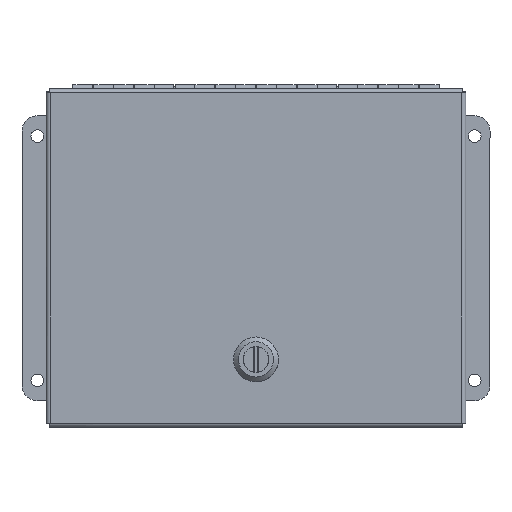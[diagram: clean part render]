
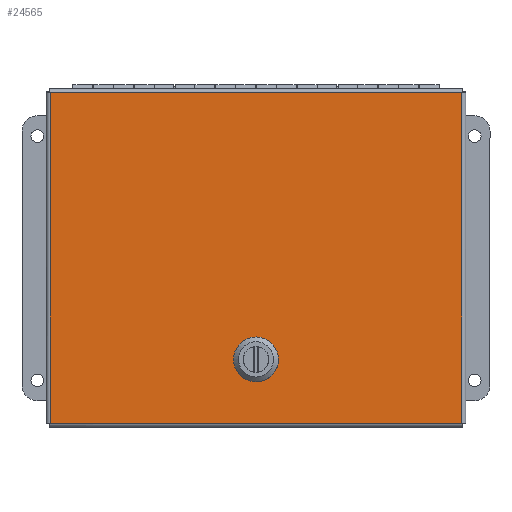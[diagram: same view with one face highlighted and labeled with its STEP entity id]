
A CAD part, top view. The second image highlights one B-rep face of the part: STEP entity #24565.
In plain terms, the highlighted planar face has unit normal (0, 0, 1).
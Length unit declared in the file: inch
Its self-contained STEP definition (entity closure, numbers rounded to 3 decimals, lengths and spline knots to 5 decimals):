
#188 = EDGE_CURVE ( 'NONE', #35730, #1396, #26623, .T. ) ;
#716 = VECTOR ( 'NONE', #30764, 39.37008 ) ;
#1317 = EDGE_CURVE ( 'NONE', #9432, #39642, #11084, .T. ) ;
#1396 = VERTEX_POINT ( 'NONE', #31065 ) ;
#2089 = AXIS2_PLACEMENT_3D ( 'NONE', #20845, #8292, #5014 ) ;
#2781 = VERTEX_POINT ( 'NONE', #35351 ) ;
#3210 = CARTESIAN_POINT ( 'NONE',  ( -1., 4.06285, 3.3425 ) ) ;
#3415 = LINE ( 'NONE', #3585, #5453 ) ;
#3585 = CARTESIAN_POINT ( 'NONE',  ( -0.6, 0.0011, 3.3425 ) ) ;
#4070 = CARTESIAN_POINT ( 'NONE',  ( -1., -2.4939, 3.3425 ) ) ;
#4203 = EDGE_CURVE ( 'NONE', #1396, #12646, #18046, .T. ) ;
#5014 = DIRECTION ( 'NONE',  ( 0., -1., 0. ) ) ;
#5150 = LINE ( 'NONE', #9677, #16903 ) ;
#5164 = VECTOR ( 'NONE', #16765, 39.37008 ) ;
#5453 = VECTOR ( 'NONE', #39397, 39.37008 ) ;
#5688 = CARTESIAN_POINT ( 'NONE',  ( -6.06175, 0.0011, 3.3425 ) ) ;
#6492 = LINE ( 'NONE', #41926, #39029 ) ;
#6619 = DIRECTION ( 'NONE',  ( 1., 0., 0. ) ) ;
#7105 = VERTEX_POINT ( 'NONE', #37511 ) ;
#7281 = DIRECTION ( 'NONE',  ( 0., 0., 1. ) ) ;
#7363 = DIRECTION ( 'NONE',  ( 0., -1., 0. ) ) ;
#7474 = CARTESIAN_POINT ( 'NONE',  ( -1., -4.06065, 3.3425 ) ) ;
#7574 = CARTESIAN_POINT ( 'NONE',  ( 4.06175, 4.06285, 3.3425 ) ) ;
#8212 = DIRECTION ( 'NONE',  ( 0., 0., 1. ) ) ;
#8241 = VECTOR ( 'NONE', #15243, 39.37008 ) ;
#8292 = DIRECTION ( 'NONE',  ( 0., 0., -1. ) ) ;
#8439 = ORIENTED_EDGE ( 'NONE', *, *, #9014, .F. ) ;
#8642 = CARTESIAN_POINT ( 'NONE',  ( -1., -2.4939, 3.3425 ) ) ;
#9014 = EDGE_CURVE ( 'NONE', #32905, #35730, #6492, .T. ) ;
#9432 = VERTEX_POINT ( 'NONE', #19061 ) ;
#9443 = EDGE_CURVE ( 'NONE', #30968, #32905, #17655, .T. ) ;
#9677 = CARTESIAN_POINT ( 'NONE',  ( 4.06175, 0.0011, 3.3425 ) ) ;
#9685 = ORIENTED_EDGE ( 'NONE', *, *, #9443, .F. ) ;
#10738 = LINE ( 'NONE', #3210, #36701 ) ;
#11084 = LINE ( 'NONE', #7474, #12126 ) ;
#11783 = EDGE_CURVE ( 'NONE', #16192, #9432, #5150, .T. ) ;
#12126 = VECTOR ( 'NONE', #30375, 39.37008 ) ;
#12646 = VERTEX_POINT ( 'NONE', #37887 ) ;
#12924 = EDGE_CURVE ( 'NONE', #25893, #20837, #3415, .T. ) ;
#12989 = ORIENTED_EDGE ( 'NONE', *, *, #1317, .F. ) ;
#13861 = LINE ( 'NONE', #23712, #5164 ) ;
#13862 = LINE ( 'NONE', #5688, #8241 ) ;
#13917 = DIRECTION ( 'NONE',  ( 0., 0., 1. ) ) ;
#15243 = DIRECTION ( 'NONE',  ( 0., 1., 0. ) ) ;
#15851 = DIRECTION ( 'NONE',  ( 0., -1., 0. ) ) ;
#16192 = VERTEX_POINT ( 'NONE', #7574 ) ;
#16381 = EDGE_LOOP ( 'NONE', ( #39484, #34828, #37439, #12989 ) ) ;
#16765 = DIRECTION ( 'NONE',  ( -1., 0., 0. ) ) ;
#16903 = VECTOR ( 'NONE', #15851, 39.37008 ) ;
#17075 = AXIS2_PLACEMENT_3D ( 'NONE', #29137, #19178, #32382 ) ;
#17655 = CIRCLE ( 'NONE', #30706, 0.45 ) ;
#18046 = LINE ( 'NONE', #27499, #716 ) ;
#18513 = CARTESIAN_POINT ( 'NONE',  ( -0.6, -2.70006, 3.3425 ) ) ;
#19061 = CARTESIAN_POINT ( 'NONE',  ( 4.06175, -4.06065, 3.3425 ) ) ;
#19178 = DIRECTION ( 'NONE',  ( 0., 0., 1. ) ) ;
#20827 = CIRCLE ( 'NONE', #17075, 0.45 ) ;
#20837 = VERTEX_POINT ( 'NONE', #31731 ) ;
#20845 = CARTESIAN_POINT ( 'NONE',  ( -1., 0.0011, 3.3425 ) ) ;
#22816 = CIRCLE ( 'NONE', #40469, 0.45 ) ;
#23712 = CARTESIAN_POINT ( 'NONE',  ( -1., -2.0939, 3.3425 ) ) ;
#23940 = EDGE_CURVE ( 'NONE', #2781, #30968, #13861, .T. ) ;
#24565 = ADVANCED_FACE ( 'NONE', ( #40200, #24989 ), #31059, .F. ) ;
#24950 = ORIENTED_EDGE ( 'NONE', *, *, #188, .F. ) ;
#24989 = FACE_OUTER_BOUND ( 'NONE', #16381, .T. ) ;
#24999 = CARTESIAN_POINT ( 'NONE',  ( -1.4, -2.70006, 3.3425 ) ) ;
#25091 = EDGE_CURVE ( 'NONE', #20837, #2781, #22816, .T. ) ;
#25893 = VERTEX_POINT ( 'NONE', #18513 ) ;
#26383 = ORIENTED_EDGE ( 'NONE', *, *, #23940, .F. ) ;
#26507 = ORIENTED_EDGE ( 'NONE', *, *, #29209, .F. ) ;
#26623 = CIRCLE ( 'NONE', #32267, 0.45 ) ;
#26722 = EDGE_CURVE ( 'NONE', #7105, #16192, #10738, .T. ) ;
#27499 = CARTESIAN_POINT ( 'NONE',  ( -1., -2.8939, 3.3425 ) ) ;
#28077 = ORIENTED_EDGE ( 'NONE', *, *, #25091, .F. ) ;
#29107 = ORIENTED_EDGE ( 'NONE', *, *, #4203, .F. ) ;
#29137 = CARTESIAN_POINT ( 'NONE',  ( -1., -2.4939, 3.3425 ) ) ;
#29209 = EDGE_CURVE ( 'NONE', #12646, #25893, #20827, .T. ) ;
#30034 = CARTESIAN_POINT ( 'NONE',  ( -1.20616, -2.0939, 3.3425 ) ) ;
#30375 = DIRECTION ( 'NONE',  ( -1., 0., 0. ) ) ;
#30706 = AXIS2_PLACEMENT_3D ( 'NONE', #4070, #13917, #7363 ) ;
#30764 = DIRECTION ( 'NONE',  ( 1., 0., 0. ) ) ;
#30965 = DIRECTION ( 'NONE',  ( 0., -1., 0. ) ) ;
#30968 = VERTEX_POINT ( 'NONE', #30034 ) ;
#31059 = PLANE ( 'NONE',  #2089 ) ;
#31065 = CARTESIAN_POINT ( 'NONE',  ( -1.20616, -2.8939, 3.3425 ) ) ;
#31731 = CARTESIAN_POINT ( 'NONE',  ( -0.6, -2.28774, 3.3425 ) ) ;
#32267 = AXIS2_PLACEMENT_3D ( 'NONE', #8642, #8212, #30965 ) ;
#32311 = DIRECTION ( 'NONE',  ( 0., -1., 0. ) ) ;
#32382 = DIRECTION ( 'NONE',  ( 0., -1., 0. ) ) ;
#32905 = VERTEX_POINT ( 'NONE', #41888 ) ;
#34022 = ORIENTED_EDGE ( 'NONE', *, *, #12924, .F. ) ;
#34579 = CARTESIAN_POINT ( 'NONE',  ( -6.06175, -4.06065, 3.3425 ) ) ;
#34664 = EDGE_CURVE ( 'NONE', #39642, #7105, #13862, .T. ) ;
#34828 = ORIENTED_EDGE ( 'NONE', *, *, #26722, .F. ) ;
#35351 = CARTESIAN_POINT ( 'NONE',  ( -0.79384, -2.0939, 3.3425 ) ) ;
#35730 = VERTEX_POINT ( 'NONE', #24999 ) ;
#36547 = EDGE_LOOP ( 'NONE', ( #26383, #28077, #34022, #26507, #29107, #24950, #8439, #9685 ) ) ;
#36573 = CARTESIAN_POINT ( 'NONE',  ( -1., -2.4939, 3.3425 ) ) ;
#36701 = VECTOR ( 'NONE', #6619, 39.37008 ) ;
#37439 = ORIENTED_EDGE ( 'NONE', *, *, #34664, .F. ) ;
#37511 = CARTESIAN_POINT ( 'NONE',  ( -6.06175, 4.06285, 3.3425 ) ) ;
#37887 = CARTESIAN_POINT ( 'NONE',  ( -0.79384, -2.8939, 3.3425 ) ) ;
#39029 = VECTOR ( 'NONE', #32311, 39.37008 ) ;
#39397 = DIRECTION ( 'NONE',  ( 0., 1., 0. ) ) ;
#39484 = ORIENTED_EDGE ( 'NONE', *, *, #11783, .F. ) ;
#39642 = VERTEX_POINT ( 'NONE', #34579 ) ;
#39659 = DIRECTION ( 'NONE',  ( 0., -1., 0. ) ) ;
#40200 = FACE_BOUND ( 'NONE', #36547, .T. ) ;
#40469 = AXIS2_PLACEMENT_3D ( 'NONE', #36573, #7281, #39659 ) ;
#41888 = CARTESIAN_POINT ( 'NONE',  ( -1.4, -2.28774, 3.3425 ) ) ;
#41926 = CARTESIAN_POINT ( 'NONE',  ( -1.4, 0.0011, 3.3425 ) ) ;
